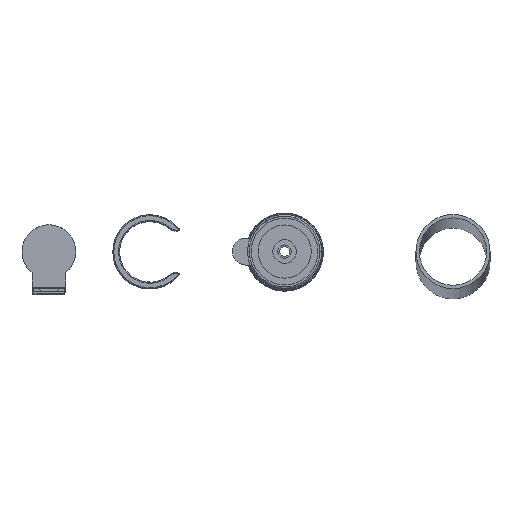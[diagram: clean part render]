
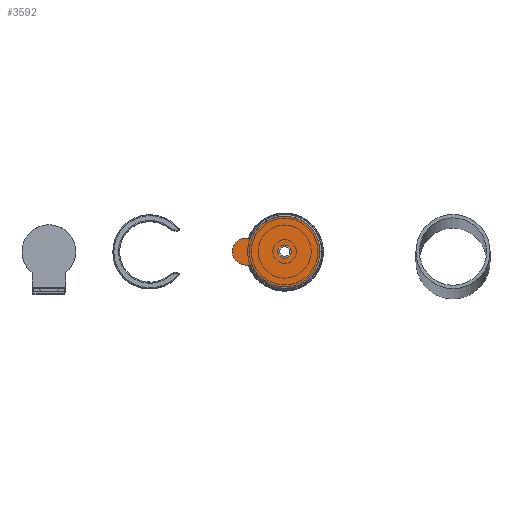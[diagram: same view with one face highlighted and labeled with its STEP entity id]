
A CAD part, top view. The second image highlights one B-rep face of the part: STEP entity #3592.
In plain terms, the highlighted face is planar.
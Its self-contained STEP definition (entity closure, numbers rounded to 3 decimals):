
#117 = ORIENTED_EDGE ( 'NONE', *, *, #4565, .F. ) ;
#163 = EDGE_CURVE ( 'NONE', #1069, #2786, #1788, .T. ) ;
#233 = EDGE_CURVE ( 'NONE', #3842, #1870, #4521, .T. ) ;
#374 = CARTESIAN_POINT ( 'NONE',  ( 2., 0., 0. ) ) ;
#384 = CARTESIAN_POINT ( 'NONE',  ( 0., 0., 0. ) ) ;
#502 = CARTESIAN_POINT ( 'NONE',  ( -4., -9.708, 0. ) ) ;
#534 = ORIENTED_EDGE ( 'NONE', *, *, #2406, .F. ) ;
#535 = VERTEX_POINT ( 'NONE', #3446 ) ;
#854 = VECTOR ( 'NONE', #4399, 1000. ) ;
#917 = EDGE_CURVE ( 'NONE', #535, #3842, #1193, .T. ) ;
#931 = EDGE_CURVE ( 'NONE', #1870, #3290, #3101, .T. ) ;
#1069 = VERTEX_POINT ( 'NONE', #374 ) ;
#1152 = CARTESIAN_POINT ( 'NONE',  ( -10.5, 0., 0. ) ) ;
#1193 = LINE ( 'NONE', #2592, #3587 ) ;
#1200 = ORIENTED_EDGE ( 'NONE', *, *, #4571, .T. ) ;
#1244 = DIRECTION ( 'NONE',  ( 0., 0., 1. ) ) ;
#1248 = CARTESIAN_POINT ( 'NONE',  ( 0., 0., 0. ) ) ;
#1295 = CARTESIAN_POINT ( 'NONE',  ( 0., 0., 0. ) ) ;
#1381 = DIRECTION ( 'NONE',  ( 0., 0., 1. ) ) ;
#1788 = CIRCLE ( 'NONE', #4420, 2. ) ;
#1818 = DIRECTION ( 'NONE',  ( 1., 0., 0. ) ) ;
#1870 = VERTEX_POINT ( 'NONE', #3604 ) ;
#1876 = FACE_BOUND ( 'NONE', #2392, .T. ) ;
#2030 = ORIENTED_EDGE ( 'NONE', *, *, #917, .F. ) ;
#2217 = DIRECTION ( 'NONE',  ( 0., 0., 1. ) ) ;
#2236 = DIRECTION ( 'NONE',  ( 1., 0., 0. ) ) ;
#2392 = EDGE_LOOP ( 'NONE', ( #1200, #2905 ) ) ;
#2406 = EDGE_CURVE ( 'NONE', #3722, #535, #2596, .T. ) ;
#2421 = AXIS2_PLACEMENT_3D ( 'NONE', #2643, #1244, #4379 ) ;
#2561 = CIRCLE ( 'NONE', #4149, 2. ) ;
#2592 = CARTESIAN_POINT ( 'NONE',  ( 4., -9.708, 0. ) ) ;
#2596 = CIRCLE ( 'NONE', #2421, 4. ) ;
#2637 = LINE ( 'NONE', #3144, #854 ) ;
#2643 = CARTESIAN_POINT ( 'NONE',  ( 0., -11.5, 0. ) ) ;
#2666 = CARTESIAN_POINT ( 'NONE',  ( 0., 0., 0. ) ) ;
#2731 = ORIENTED_EDGE ( 'NONE', *, *, #3524, .F. ) ;
#2732 = DIRECTION ( 'NONE',  ( 0., 0., 1. ) ) ;
#2753 = FACE_OUTER_BOUND ( 'NONE', #3723, .T. ) ;
#2786 = VERTEX_POINT ( 'NONE', #5570 ) ;
#2905 = ORIENTED_EDGE ( 'NONE', *, *, #163, .T. ) ;
#3005 = CARTESIAN_POINT ( 'NONE',  ( -4., -11.5, 0. ) ) ;
#3015 = AXIS2_PLACEMENT_3D ( 'NONE', #384, #2217, #5816 ) ;
#3062 = DIRECTION ( 'NONE',  ( 0., 0., 1. ) ) ;
#3101 = CIRCLE ( 'NONE', #4227, 10.5 ) ;
#3144 = CARTESIAN_POINT ( 'NONE',  ( -4., -9.708, 0. ) ) ;
#3290 = VERTEX_POINT ( 'NONE', #1152 ) ;
#3446 = CARTESIAN_POINT ( 'NONE',  ( 4., -11.5, 0. ) ) ;
#3524 = EDGE_CURVE ( 'NONE', #3290, #5128, #4888, .T. ) ;
#3581 = DIRECTION ( 'NONE',  ( 1., 0., 0. ) ) ;
#3587 = VECTOR ( 'NONE', #4400, 1000. ) ;
#3592 = ADVANCED_FACE ( 'NONE', ( #2753, #1876 ), #5848, .F. ) ;
#3604 = CARTESIAN_POINT ( 'NONE',  ( 10.5, 0., 0. ) ) ;
#3634 = CARTESIAN_POINT ( 'NONE',  ( 0., 0., 0. ) ) ;
#3695 = DIRECTION ( 'NONE',  ( 1., 0., 0. ) ) ;
#3722 = VERTEX_POINT ( 'NONE', #3005 ) ;
#3723 = EDGE_LOOP ( 'NONE', ( #5165, #2030, #534, #117, #2731, #4988 ) ) ;
#3842 = VERTEX_POINT ( 'NONE', #5688 ) ;
#3952 = AXIS2_PLACEMENT_3D ( 'NONE', #3634, #1381, #3695 ) ;
#4027 = DIRECTION ( 'NONE',  ( 0., 0., 1. ) ) ;
#4149 = AXIS2_PLACEMENT_3D ( 'NONE', #2666, #4430, #3581 ) ;
#4227 = AXIS2_PLACEMENT_3D ( 'NONE', #1295, #2732, #1818 ) ;
#4379 = DIRECTION ( 'NONE',  ( 1., 0., 0. ) ) ;
#4399 = DIRECTION ( 'NONE',  ( 0., -1., 0. ) ) ;
#4400 = DIRECTION ( 'NONE',  ( 0., 1., 0. ) ) ;
#4420 = AXIS2_PLACEMENT_3D ( 'NONE', #1248, #4027, #5329 ) ;
#4430 = DIRECTION ( 'NONE',  ( 0., 0., 1. ) ) ;
#4521 = CIRCLE ( 'NONE', #5359, 10.5 ) ;
#4565 = EDGE_CURVE ( 'NONE', #5128, #3722, #2637, .T. ) ;
#4571 = EDGE_CURVE ( 'NONE', #2786, #1069, #2561, .T. ) ;
#4888 = CIRCLE ( 'NONE', #3015, 10.5 ) ;
#4988 = ORIENTED_EDGE ( 'NONE', *, *, #931, .F. ) ;
#5128 = VERTEX_POINT ( 'NONE', #502 ) ;
#5165 = ORIENTED_EDGE ( 'NONE', *, *, #233, .F. ) ;
#5329 = DIRECTION ( 'NONE',  ( 1., 0., 0. ) ) ;
#5359 = AXIS2_PLACEMENT_3D ( 'NONE', #5718, #3062, #2236 ) ;
#5570 = CARTESIAN_POINT ( 'NONE',  ( -2., 0., 0. ) ) ;
#5688 = CARTESIAN_POINT ( 'NONE',  ( 4., -9.708, 0. ) ) ;
#5718 = CARTESIAN_POINT ( 'NONE',  ( 0., 0., 0. ) ) ;
#5816 = DIRECTION ( 'NONE',  ( 1., 0., 0. ) ) ;
#5848 = PLANE ( 'NONE',  #3952 ) ;
